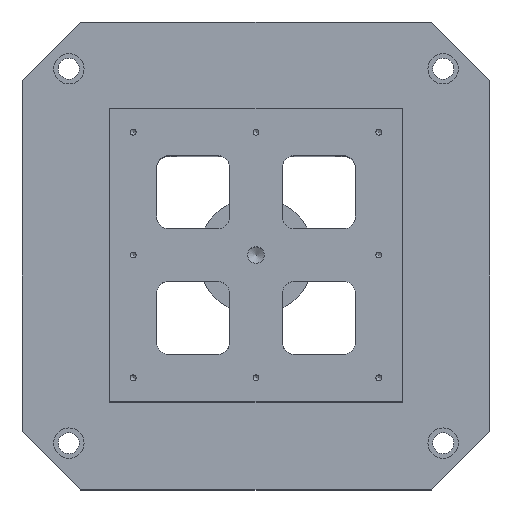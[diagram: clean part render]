
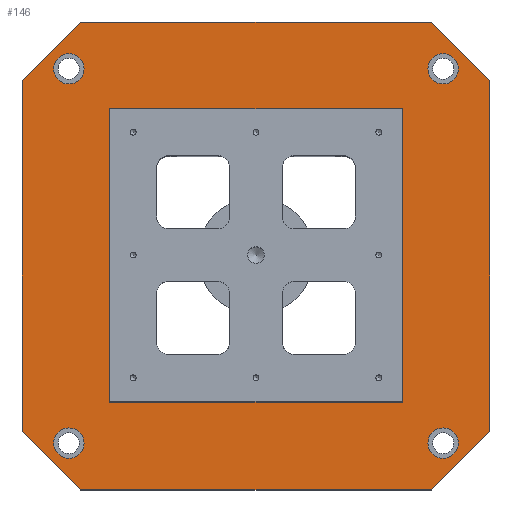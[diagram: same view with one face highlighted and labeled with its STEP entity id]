
A CAD part, top view. The second image highlights one B-rep face of the part: STEP entity #146.
In plain terms, the highlighted planar face has unit normal (0, 0, 1).
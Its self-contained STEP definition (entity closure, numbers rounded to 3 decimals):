
#146 = ADVANCED_FACE( '', ( #629, #630, #631, #632, #633, #634 ), #635, .F. );
#629 = FACE_BOUND( '', #1656, .T. );
#630 = FACE_BOUND( '', #1657, .T. );
#631 = FACE_BOUND( '', #1658, .T. );
#632 = FACE_BOUND( '', #1659, .T. );
#633 = FACE_OUTER_BOUND( '', #1660, .T. );
#634 = FACE_BOUND( '', #1661, .T. );
#635 = PLANE( '', #1662 );
#1656 = EDGE_LOOP( '', ( #3162 ) );
#1657 = EDGE_LOOP( '', ( #3163 ) );
#1658 = EDGE_LOOP( '', ( #3164 ) );
#1659 = EDGE_LOOP( '', ( #3165 ) );
#1660 = EDGE_LOOP( '', ( #3166, #3167, #3168, #3169, #3170, #3171, #3172, #3173 ) );
#1661 = EDGE_LOOP( '', ( #3174, #3175, #3176, #3177 ) );
#1662 = AXIS2_PLACEMENT_3D( '', #3178, #3179, #3180 );
#3162 = ORIENTED_EDGE( '', *, *, #5095, .T. );
#3163 = ORIENTED_EDGE( '', *, *, #5099, .T. );
#3164 = ORIENTED_EDGE( '', *, *, #5103, .T. );
#3165 = ORIENTED_EDGE( '', *, *, #5107, .T. );
#3166 = ORIENTED_EDGE( '', *, *, #5277, .T. );
#3167 = ORIENTED_EDGE( '', *, *, #5278, .T. );
#3168 = ORIENTED_EDGE( '', *, *, #5279, .T. );
#3169 = ORIENTED_EDGE( '', *, *, #4932, .T. );
#3170 = ORIENTED_EDGE( '', *, *, #5280, .T. );
#3171 = ORIENTED_EDGE( '', *, *, #5281, .T. );
#3172 = ORIENTED_EDGE( '', *, *, #5282, .T. );
#3173 = ORIENTED_EDGE( '', *, *, #5283, .T. );
#3174 = ORIENTED_EDGE( '', *, *, #5284, .F. );
#3175 = ORIENTED_EDGE( '', *, *, #5285, .F. );
#3176 = ORIENTED_EDGE( '', *, *, #5286, .F. );
#3177 = ORIENTED_EDGE( '', *, *, #5287, .F. );
#3178 = CARTESIAN_POINT( '', ( -200., 200., 50. ) );
#3179 = DIRECTION( '', ( 0., 0., -1. ) );
#3180 = DIRECTION( '', ( -1., 0., 0. ) );
#4932 = EDGE_CURVE( '', #5734, #5735, #5736, .F. );
#5095 = EDGE_CURVE( '', #6013, #6013, #6014, .T. );
#5099 = EDGE_CURVE( '', #6021, #6021, #6022, .T. );
#5103 = EDGE_CURVE( '', #6029, #6029, #6030, .T. );
#5107 = EDGE_CURVE( '', #6037, #6037, #6038, .T. );
#5277 = EDGE_CURVE( '', #6335, #6336, #6337, .T. );
#5278 = EDGE_CURVE( '', #6336, #6338, #6339, .F. );
#5279 = EDGE_CURVE( '', #6338, #5734, #6340, .T. );
#5280 = EDGE_CURVE( '', #5735, #6341, #6342, .T. );
#5281 = EDGE_CURVE( '', #6341, #6343, #6344, .F. );
#5282 = EDGE_CURVE( '', #6343, #6345, #6346, .T. );
#5283 = EDGE_CURVE( '', #6345, #6335, #6347, .F. );
#5284 = EDGE_CURVE( '', #6348, #6349, #6350, .T. );
#5285 = EDGE_CURVE( '', #6351, #6348, #6352, .T. );
#5286 = EDGE_CURVE( '', #6353, #6351, #6354, .T. );
#5287 = EDGE_CURVE( '', #6349, #6353, #6355, .T. );
#5734 = VERTEX_POINT( '', #7014 );
#5735 = VERTEX_POINT( '', #7015 );
#5736 = LINE( '', #7016, #7017 );
#6013 = VERTEX_POINT( '', #8655 );
#6014 = CIRCLE( '', #8656, 13. );
#6021 = VERTEX_POINT( '', #8663 );
#6022 = CIRCLE( '', #8664, 13. );
#6029 = VERTEX_POINT( '', #8671 );
#6030 = CIRCLE( '', #8672, 13. );
#6037 = VERTEX_POINT( '', #8679 );
#6038 = CIRCLE( '', #8680, 13. );
#6335 = VERTEX_POINT( '', #9082 );
#6336 = VERTEX_POINT( '', #9083 );
#6337 = LINE( '', #9084, #9085 );
#6338 = VERTEX_POINT( '', #9086 );
#6339 = LINE( '', #9087, #9088 );
#6340 = LINE( '', #9089, #9090 );
#6341 = VERTEX_POINT( '', #9091 );
#6342 = LINE( '', #9092, #9093 );
#6343 = VERTEX_POINT( '', #9094 );
#6344 = LINE( '', #9095, #9096 );
#6345 = VERTEX_POINT( '', #9097 );
#6346 = LINE( '', #9098, #9099 );
#6347 = LINE( '', #9100, #9101 );
#6348 = VERTEX_POINT( '', #9102 );
#6349 = VERTEX_POINT( '', #9103 );
#6350 = LINE( '', #9104, #9105 );
#6351 = VERTEX_POINT( '', #9106 );
#6352 = LINE( '', #9107, #9108 );
#6353 = VERTEX_POINT( '', #9109 );
#6354 = LINE( '', #9110, #9111 );
#6355 = LINE( '', #9112, #9113 );
#7014 = CARTESIAN_POINT( '', ( -200., -150., 50. ) );
#7015 = CARTESIAN_POINT( '', ( -150., -200., 50. ) );
#7016 = CARTESIAN_POINT( '', ( -150., -200., 50. ) );
#7017 = VECTOR( '', #11648, 1000. );
#8655 = CARTESIAN_POINT( '', ( -160., -173., 50. ) );
#8656 = AXIS2_PLACEMENT_3D( '', #11905, #11906, #11907 );
#8663 = CARTESIAN_POINT( '', ( 160., -173., 50. ) );
#8664 = AXIS2_PLACEMENT_3D( '', #11917, #11918, #11919 );
#8671 = CARTESIAN_POINT( '', ( 160., 147., 50. ) );
#8672 = AXIS2_PLACEMENT_3D( '', #11929, #11930, #11931 );
#8679 = CARTESIAN_POINT( '', ( -160., 147., 50. ) );
#8680 = AXIS2_PLACEMENT_3D( '', #11941, #11942, #11943 );
#9082 = CARTESIAN_POINT( '', ( 150., 200., 50. ) );
#9083 = CARTESIAN_POINT( '', ( -150., 200., 50. ) );
#9084 = CARTESIAN_POINT( '', ( 200., 200., 50. ) );
#9085 = VECTOR( '', #12241, 1000. );
#9086 = CARTESIAN_POINT( '', ( -200., 150., 50. ) );
#9087 = CARTESIAN_POINT( '', ( -200., 150., 50. ) );
#9088 = VECTOR( '', #12242, 1000. );
#9089 = CARTESIAN_POINT( '', ( -200., 200., 50. ) );
#9090 = VECTOR( '', #12243, 1000. );
#9091 = CARTESIAN_POINT( '', ( 150., -200., 50. ) );
#9092 = CARTESIAN_POINT( '', ( -200., -200., 50. ) );
#9093 = VECTOR( '', #12244, 1000. );
#9094 = CARTESIAN_POINT( '', ( 200., -150., 50. ) );
#9095 = CARTESIAN_POINT( '', ( 200., -150., 50. ) );
#9096 = VECTOR( '', #12245, 1000. );
#9097 = CARTESIAN_POINT( '', ( 200., 150., 50. ) );
#9098 = CARTESIAN_POINT( '', ( 200., -200., 50. ) );
#9099 = VECTOR( '', #12246, 1000. );
#9100 = CARTESIAN_POINT( '', ( 150., 200., 50. ) );
#9101 = VECTOR( '', #12247, 1000. );
#9102 = CARTESIAN_POINT( '', ( -125., 125., 50. ) );
#9103 = CARTESIAN_POINT( '', ( -125., -125., 50. ) );
#9104 = CARTESIAN_POINT( '', ( -125., 200., 50. ) );
#9105 = VECTOR( '', #12248, 1000. );
#9106 = CARTESIAN_POINT( '', ( 125., 125., 50. ) );
#9107 = CARTESIAN_POINT( '', ( -200., 125., 50. ) );
#9108 = VECTOR( '', #12249, 1000. );
#9109 = CARTESIAN_POINT( '', ( 125., -125., 50. ) );
#9110 = CARTESIAN_POINT( '', ( 125., 200., 50. ) );
#9111 = VECTOR( '', #12250, 1000. );
#9112 = CARTESIAN_POINT( '', ( -200., -125., 50. ) );
#9113 = VECTOR( '', #12251, 1000. );
#11648 = DIRECTION( '', ( -0.707, 0.707, 0. ) );
#11905 = CARTESIAN_POINT( '', ( -160., -160., 50. ) );
#11906 = DIRECTION( '', ( 0., 0., -1. ) );
#11907 = DIRECTION( '', ( 0., -1., 0. ) );
#11917 = CARTESIAN_POINT( '', ( 160., -160., 50. ) );
#11918 = DIRECTION( '', ( 0., 0., -1. ) );
#11919 = DIRECTION( '', ( 0., -1., 0. ) );
#11929 = CARTESIAN_POINT( '', ( 160., 160., 50. ) );
#11930 = DIRECTION( '', ( 0., 0., -1. ) );
#11931 = DIRECTION( '', ( 0., -1., 0. ) );
#11941 = CARTESIAN_POINT( '', ( -160., 160., 50. ) );
#11942 = DIRECTION( '', ( 0., 0., -1. ) );
#11943 = DIRECTION( '', ( 0., -1., 0. ) );
#12241 = DIRECTION( '', ( -1., 0., 0. ) );
#12242 = DIRECTION( '', ( 0.707, 0.707, 0. ) );
#12243 = DIRECTION( '', ( 0., -1., 0. ) );
#12244 = DIRECTION( '', ( 1., 0., 0. ) );
#12245 = DIRECTION( '', ( -0.707, -0.707, 0. ) );
#12246 = DIRECTION( '', ( 0., 1., 0. ) );
#12247 = DIRECTION( '', ( 0.707, -0.707, 0. ) );
#12248 = DIRECTION( '', ( 0., -1., 0. ) );
#12249 = DIRECTION( '', ( -1., 0., 0. ) );
#12250 = DIRECTION( '', ( 0., 1., 0. ) );
#12251 = DIRECTION( '', ( 1., 0., 0. ) );
